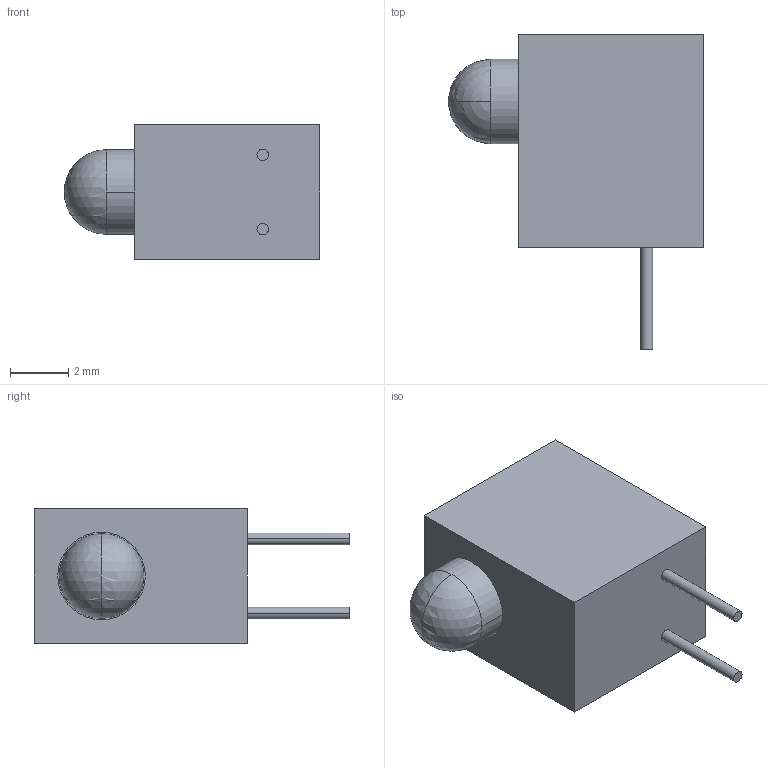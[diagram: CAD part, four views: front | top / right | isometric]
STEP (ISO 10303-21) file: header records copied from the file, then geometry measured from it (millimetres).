
FILE_DESCRIPTION(('STEP AP242'),'1');
FILE_NAME('indicator_l-710a8cb_1id.stp','2023-11-06T19:44:26',('TraceParts'),('TraceParts S.A.'),'Spatial InterOp 3D',' ',' ');
FILE_SCHEMA(('AP242_MANAGED_MODEL_BASED_3D_ENGINEERING_MIM_LF {1 0 10303 442 1 1 4}'));
Length unit declared in the file: millimetre
Products named in the file (1): indicator_l-710a8cb_1id
Bounding box: 8.75 x 10.8 x 4.6 mm (x, y, z)
Volume: 226.5 mm3; surface area: 251.6 mm2
Topology: 1 solids, 1 shells, 19 faces, 43 edges, 26 vertices
Faces by surface type: plane 9, cylinder 8, sphere 2
Entity records: 680 total; most frequent: DIRECTION 98, CARTESIAN_POINT 85, ORIENTED_EDGE 78, AXIS2_PLACEMENT_3D 39, EDGE_CURVE 39, VERTEX_POINT 26, EDGE_LOOP 23, LINE 20
